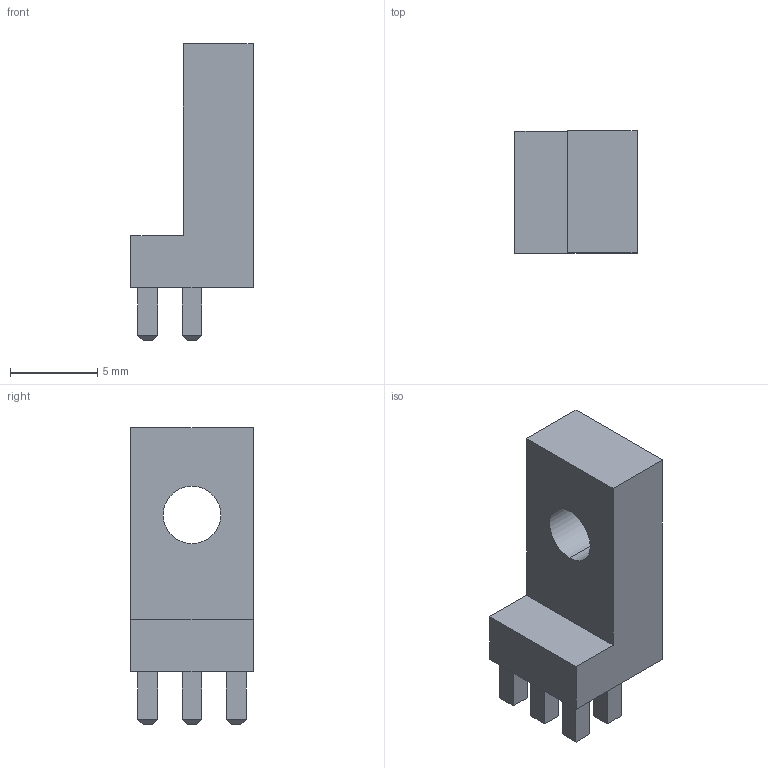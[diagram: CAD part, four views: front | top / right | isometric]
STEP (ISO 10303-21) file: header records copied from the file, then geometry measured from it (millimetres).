
FILE_DESCRIPTION (( 'STEP AP203' ), '1' );
FILE_NAME ('96563-A.STEP', '2013-12-17T20:37:04', ( 'Hajo' ), ( 'Microsoft' ), 'SwSTEP 2.0', 'SolidWorks 2011', '' );
FILE_SCHEMA (( 'CONFIG_CONTROL_DESIGN' ));
Length unit declared in the file: millimetre
Products named in the file (1): 96563-A
Bounding box: 7 x 7 x 17 mm (x, y, z)
Volume: 442.8 mm3; surface area: 524.1 mm2
Topology: 1 solids, 1 shells, 64 faces, 144 edges, 88 vertices
Faces by surface type: plane 62, cylinder 2
Entity records: 1801 total; most frequent: CARTESIAN_POINT 297, ORIENTED_EDGE 288, DIRECTION 278, EDGE_CURVE 144, VECTOR 140, LINE 140, VERTEX_POINT 88, EDGE_LOOP 72
